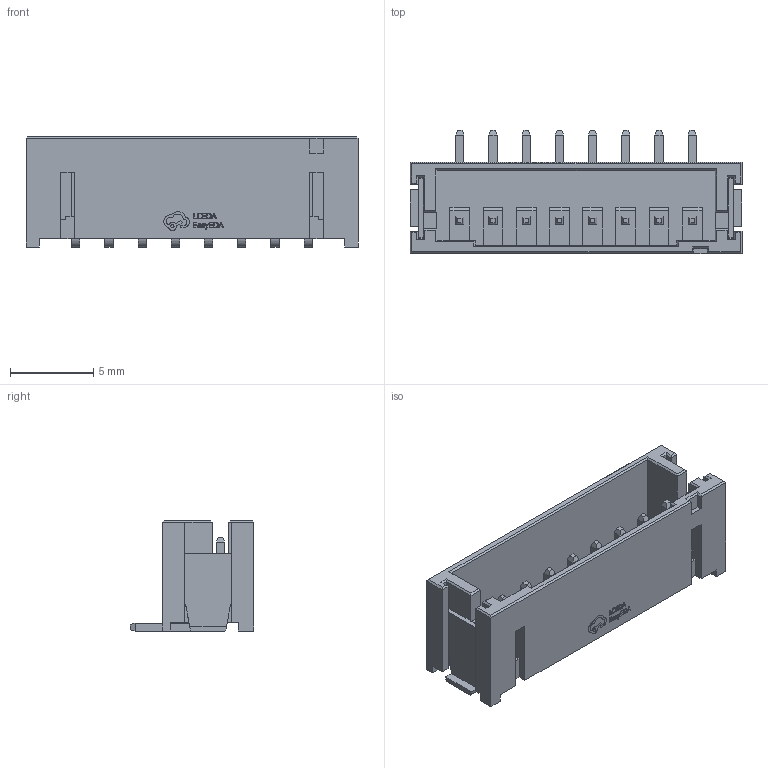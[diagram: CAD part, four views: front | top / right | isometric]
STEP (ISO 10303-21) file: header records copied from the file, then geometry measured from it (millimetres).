
FILE_DESCRIPTION (( 'STEP AP214' ), '1' );
FILE_NAME ('CONN-SMD_8P-P2.00_HDGC_HDGC2001WV-S-8P.STEP', '2022-09-29T12:46:18', ( '' ), ( '' ), 'SwSTEP 2.0', 'SolidWorks 2020', '' );
FILE_SCHEMA (( 'AUTOMOTIVE_DESIGN' ));
Length unit declared in the file: millimetre
Products named in the file (1): CONN-SMD_8P-P2.00_HDGC_HDGC2001WV-S-8P
Bounding box: 20 x 7.46 x 6.67 mm (x, y, z)
Volume: 296.4 mm3; surface area: 1022.1 mm2
Topology: 3 solids, 3 shells, 608 faces, 1599 edges, 1028 vertices
Faces by surface type: plane 480, bspline 102, cylinder 26
Entity records: 25623 total; most frequent: CARTESIAN_POINT 4622, ORIENTED_EDGE 3198, DIRECTION 2445, EDGE_CURVE 1599, LINE 1343, VECTOR 1343, VERTEX_POINT 1028, EDGE_LOOP 643
